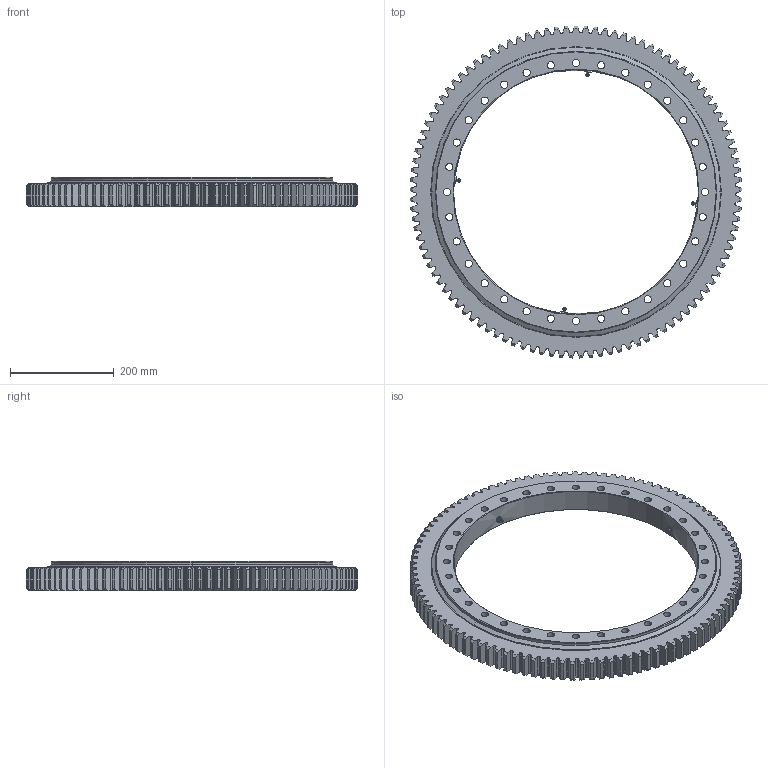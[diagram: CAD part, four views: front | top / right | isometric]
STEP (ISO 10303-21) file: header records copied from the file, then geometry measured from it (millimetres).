
FILE_DESCRIPTION (( 'STEP AP214' ), '1' );
FILE_NAME ('E.650.20.00.B.STEP', '2017-11-07T11:20:13', ( '' ), ( '' ), 'SwSTEP 2.0', 'SolidWorks 2015', '' );
FILE_SCHEMA (( 'AUTOMOTIVE_DESIGN' ));
Length unit declared in the file: millimetre
Products named in the file (7): Grease nipple M10x1mm; C.640.B20B.A3N.0 - OR Seal; C.640.B20B.A3N.0 - IR Seal; Ball D20; C.640.B20B.A3N.0 - OR; C.640.B20B.A3N.0 - IR; E.650.20.00.B
Assembly tree (81 placements, depth 2):
  E.650.20.00.B
    C.640.B20B.A3N.0 - IR
    C.640.B20B.A3N.0 - OR
    Ball D20  x73
    C.640.B20B.A3N.0 - IR Seal
    C.640.B20B.A3N.0 - OR Seal
    Grease nipple M10x1mm  x4
Bounding box: 640.29 x 640.22 x 56 mm (x, y, z)
Volume: 5450933 mm3; surface area: 1023675.7 mm2
Topology: 81 solids, 81 shells, 1606 faces, 4627 edges, 3019 vertices
Faces by surface type: bspline 525, cone 358, cylinder 271, plane 264, sphere 146, torus 42
Entity records: 48896 total; most frequent: CARTESIAN_POINT 15813, ORIENTED_EDGE 7676, DIRECTION 4996, EDGE_CURVE 3838, VERTEX_POINT 2530, AXIS2_PLACEMENT_3D 1741, VECTOR 1514, LINE 1514
